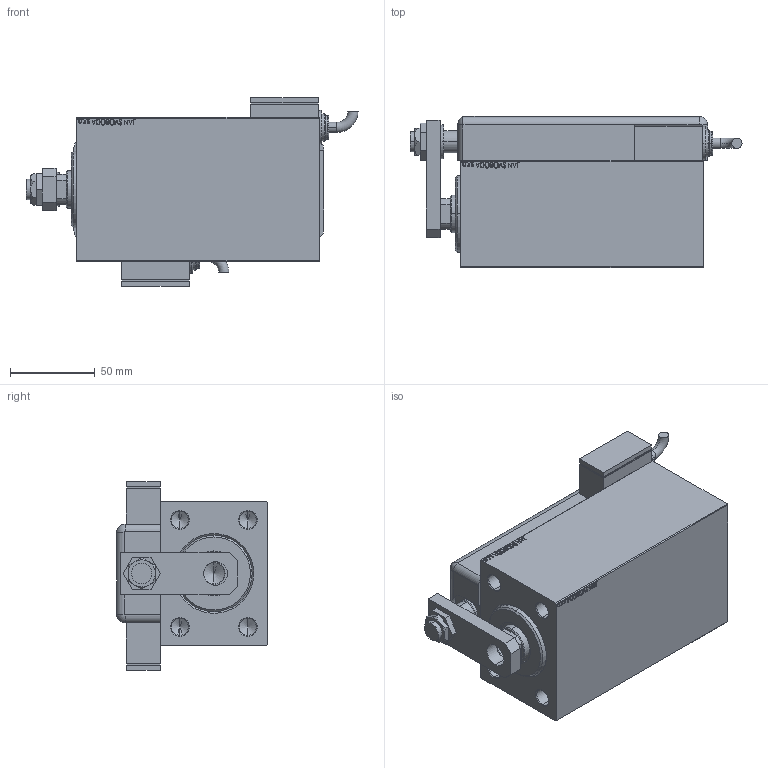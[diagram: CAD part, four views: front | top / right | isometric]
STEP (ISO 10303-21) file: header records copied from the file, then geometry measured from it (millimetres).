
FILE_DESCRIPTION (( 'STEP AP203' ), '1' );
FILE_NAME ('f720.STEP', '2025-09-24T15:08:50', ( '' ), ( '' ), 'SwSTEP 2.0', 'SolidWorks 2019', '' );
FILE_SCHEMA (( 'CONFIG_CONTROL_DESIGN' ));
Length unit declared in the file: millimetre
Products named in the file (13): TYC a788bb6456c5313d60d9cb1fb3031c8e; V450CM_B_Body a788bb6456c5313d60d9cb1fb3031c8e; SWITCH Q a788bb6456c5313d60d9cb1fb3031c8e; f720; SWITCH_Q_FRONT_BACK a788bb6456c5313d60d9cb1fb3031c8e; V450CM_B_VCP a788bb6456c5313d60d9cb1fb3031c8e; NUT_D19 a788bb6456c5313d60d9cb1fb3031c8e; MAGNETIC SWITCH Q a788bb6456c5313d60d9cb1fb3031c8e; V450CM_VC_B a788bb6456c5313d60d9cb1fb3031c8e; ZARAZKA_Q a788bb6456c5313d60d9cb1fb3031c8e; SWITCH DIM A_G a788bb6456c5313d60d9cb1fb3031c8e; NUT_D13 a788bb6456c5313d60d9cb1fb3031c8e; KRYT a788bb6456c5313d60d9cb1fb3031c8e
Assembly tree (13 placements, depth 3):
  f720
    V450CM_B_Body a788bb6456c5313d60d9cb1fb3031c8e
    V450CM_B_VCP a788bb6456c5313d60d9cb1fb3031c8e
    V450CM_VC_B a788bb6456c5313d60d9cb1fb3031c8e
    MAGNETIC SWITCH Q a788bb6456c5313d60d9cb1fb3031c8e
      SWITCH_Q_FRONT_BACK a788bb6456c5313d60d9cb1fb3031c8e
      TYC a788bb6456c5313d60d9cb1fb3031c8e
      ZARAZKA_Q a788bb6456c5313d60d9cb1fb3031c8e
      SWITCH DIM A_G a788bb6456c5313d60d9cb1fb3031c8e
      NUT_D19 a788bb6456c5313d60d9cb1fb3031c8e
      NUT_D13 a788bb6456c5313d60d9cb1fb3031c8e
      KRYT a788bb6456c5313d60d9cb1fb3031c8e
      SWITCH Q a788bb6456c5313d60d9cb1fb3031c8e  x2
Bounding box: 195.46 x 88.8 x 111 mm (x, y, z)
Volume: 842634.7 mm3; surface area: 160866.4 mm2
Topology: 13 solids, 13 shells, 1265 faces, 3208 edges, 2099 vertices
Faces by surface type: plane 607, bspline 471, cylinder 109, cone 54, torus 22, sphere 2
Entity records: 60147 total; most frequent: CARTESIAN_POINT 32250, ORIENTED_EDGE 6188, DIRECTION 3942, EDGE_CURVE 3094, VERTEX_POINT 2039, LINE 1852, VECTOR 1852, EDGE_LOOP 1391
